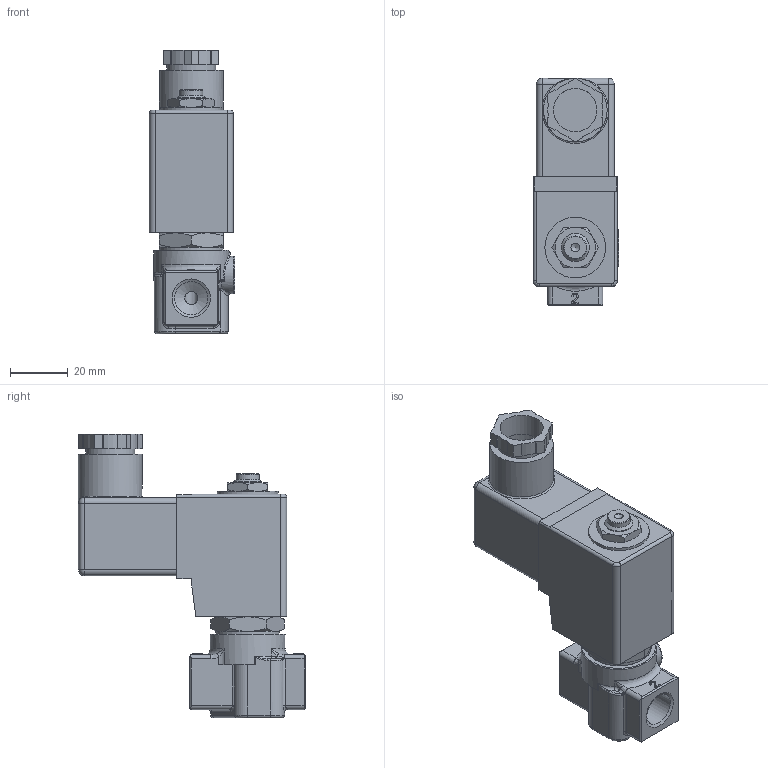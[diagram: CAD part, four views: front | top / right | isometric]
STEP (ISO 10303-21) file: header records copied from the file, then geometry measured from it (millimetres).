
FILE_DESCRIPTION(/* description */ ('3D Modell'),/* implementation_level */ '2;1');
FILE_NAME(/* name */ '052.001845_A5245-1002-.032-OF.stp',/* time_stamp */ '2017-07-13T15:02:09+02:00',/* author */ ('TBartelsmeier'),/* organization */ (''),/* preprocessor_version */ 'ST-DEVELOPER v15.2',/* originating_system */ 'Autodesk Inventor 2014',/* authorisation */ '');
FILE_SCHEMA (('CONFIG_CONTROL_DESIGN'));
Length unit declared in the file: millimetre
Products named in the file (1): 87-022411
Bounding box: 29.5 x 78.5 x 98.15 mm (x, y, z)
Volume: 66067.5 mm3; surface area: 31792.7 mm2
Topology: 1 solids, 4 shells, 432 faces, 1060 edges, 641 vertices
Faces by surface type: plane 189, cylinder 119, bspline 51, cone 43, torus 21, sphere 9
Full cylindrical faces by diameter (mm): 0.905 x2, 2.116 x1, 3 x1, 4.5 x2, 4.917 x2, 6.2 x1, 6.87 x1, 8 x2, 9.73 x1, 10 x2, 10.1 x1, 10.5 x1, 11.445 x2, 13 x1, 13.3 x1, 14.58 x2, 14.65 x1, 15 x1, 15.5 x1, 16 x1, 17 x2, 18.917 x1, 20 x2, 20.2 x1, 20.5 x1, 21 x1, 22 x2
Entity records: 14276 total; most frequent: CARTESIAN_POINT 4336, ORIENTED_EDGE 1926, DIRECTION 1899, EDGE_CURVE 962, AXIS2_PLACEMENT_3D 713, VERTEX_POINT 623, EDGE_LOOP 531, LINE 473
